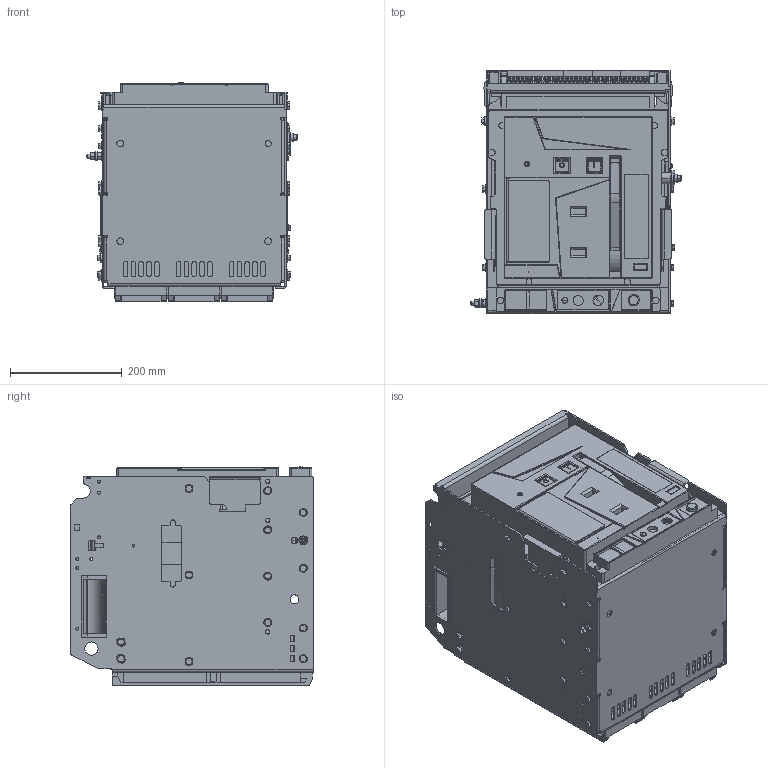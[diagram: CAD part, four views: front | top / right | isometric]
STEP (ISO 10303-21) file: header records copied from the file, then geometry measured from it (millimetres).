
FILE_DESCRIPTION (( 'STEP AP203' ), '1' );
FILE_NAME ('AR-ACB-3V(D) ACB ARMAT IEK.stp', '2023-11-30T08:22:01', ( '' ), ( '' ), 'SwSTEP 2.0', 'SolidWorks 2022', '' );
FILE_SCHEMA (( 'CONFIG_CONTROL_DESIGN' ));
Length unit declared in the file: millimetre
Products named in the file (2): AR-ACB-3V(D) ACB ARMAT IEK.stp; AR-ACB-3V(D) ACB ARMAT IEK
Assembly tree (1 placements, depth 2):
  AR-ACB-3V(D) ACB ARMAT IEK
    AR-ACB-3V(D) ACB ARMAT IEK.stp
Bounding box: 376.9 x 435.3 x 392.5 mm (x, y, z)
Volume: 38570300.2 mm3; surface area: 2409770.1 mm2
Topology: 10 solids, 17 shells, 4778 faces, 12385 edges, 8022 vertices
Faces by surface type: plane 2831, cylinder 1464, cone 328, torus 99, sphere 45, bspline 11
Entity records: 148179 total; most frequent: CARTESIAN_POINT 28997, DIRECTION 24758, ORIENTED_EDGE 24704, EDGE_CURVE 12352, VECTOR 8294, LINE 8294, AXIS2_PLACEMENT_3D 8232, VERTEX_POINT 8021
